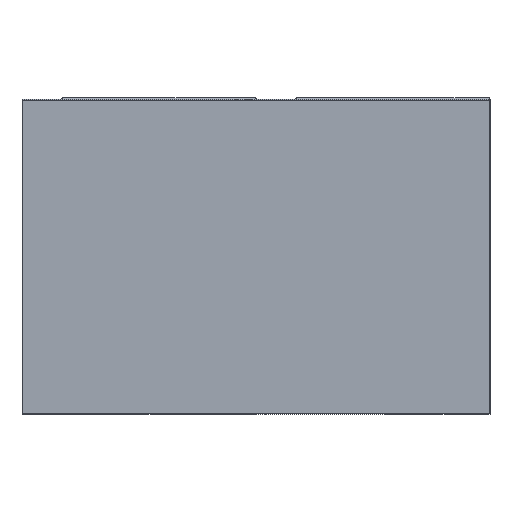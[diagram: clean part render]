
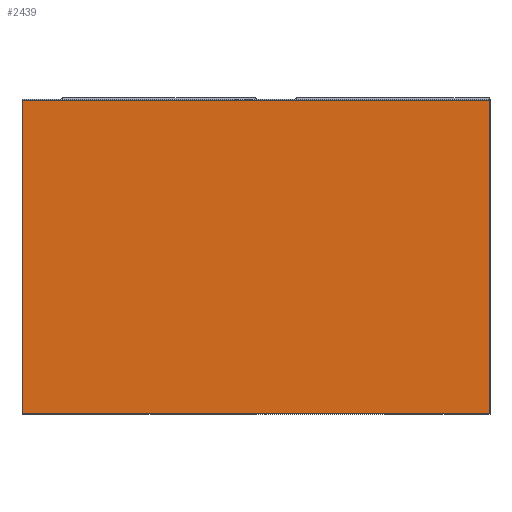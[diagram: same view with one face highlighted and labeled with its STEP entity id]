
A CAD part, left-side view. The second image highlights one B-rep face of the part: STEP entity #2439.
In plain terms, the highlighted planar face has unit normal (-1, 0, 0).
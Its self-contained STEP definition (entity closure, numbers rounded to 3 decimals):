
#197 = VECTOR ( 'NONE', #4213, 1000. ) ;
#269 = CARTESIAN_POINT ( 'NONE',  ( -245., 530., -180. ) ) ;
#366 = EDGE_CURVE ( 'NONE', #909, #576, #3423, .T. ) ;
#450 = LINE ( 'NONE', #1043, #4469 ) ;
#469 = VERTEX_POINT ( 'NONE', #3323 ) ;
#576 = VERTEX_POINT ( 'NONE', #3762 ) ;
#738 = CARTESIAN_POINT ( 'NONE',  ( -245., 1., 175.586 ) ) ;
#909 = VERTEX_POINT ( 'NONE', #738 ) ;
#1043 = CARTESIAN_POINT ( 'NONE',  ( -245., 529., -180. ) ) ;
#1284 = ORIENTED_EDGE ( 'NONE', *, *, #366, .T. ) ;
#1375 = EDGE_LOOP ( 'NONE', ( #3097, #3830, #2204, #1284 ) ) ;
#1390 = FACE_OUTER_BOUND ( 'NONE', #1375, .T. ) ;
#1799 = PLANE ( 'NONE',  #3745 ) ;
#1973 = LINE ( 'NONE', #2371, #197 ) ;
#2164 = DIRECTION ( 'NONE',  ( 0., -1., 0. ) ) ;
#2204 = ORIENTED_EDGE ( 'NONE', *, *, #3162, .T. ) ;
#2256 = LINE ( 'NONE', #2929, #3320 ) ;
#2371 = CARTESIAN_POINT ( 'NONE',  ( -245., 1., -180. ) ) ;
#2439 = ADVANCED_FACE ( 'NONE', ( #1390 ), #1799, .T. ) ;
#2660 = DIRECTION ( 'NONE',  ( 0., 0., -1. ) ) ;
#2929 = CARTESIAN_POINT ( 'NONE',  ( -245., 530., -179. ) ) ;
#3097 = ORIENTED_EDGE ( 'NONE', *, *, #4069, .T. ) ;
#3162 = EDGE_CURVE ( 'NONE', #3623, #909, #1973, .T. ) ;
#3246 = DIRECTION ( 'NONE',  ( 0., 0., 1. ) ) ;
#3272 = DIRECTION ( 'NONE',  ( -1., 0., 0. ) ) ;
#3320 = VECTOR ( 'NONE', #2164, 1000. ) ;
#3323 = CARTESIAN_POINT ( 'NONE',  ( -245., 529., -179. ) ) ;
#3373 = VECTOR ( 'NONE', #4516, 1000. ) ;
#3423 = LINE ( 'NONE', #3445, #3373 ) ;
#3445 = CARTESIAN_POINT ( 'NONE',  ( -245., 530., 175.586 ) ) ;
#3623 = VERTEX_POINT ( 'NONE', #4624 ) ;
#3659 = EDGE_CURVE ( 'NONE', #469, #3623, #2256, .T. ) ;
#3745 = AXIS2_PLACEMENT_3D ( 'NONE', #269, #3272, #3246 ) ;
#3762 = CARTESIAN_POINT ( 'NONE',  ( -245., 529., 175.586 ) ) ;
#3830 = ORIENTED_EDGE ( 'NONE', *, *, #3659, .T. ) ;
#4069 = EDGE_CURVE ( 'NONE', #576, #469, #450, .T. ) ;
#4213 = DIRECTION ( 'NONE',  ( 0., 0., 1. ) ) ;
#4469 = VECTOR ( 'NONE', #2660, 1000. ) ;
#4516 = DIRECTION ( 'NONE',  ( 0., 1., 0. ) ) ;
#4624 = CARTESIAN_POINT ( 'NONE',  ( -245., 1., -179. ) ) ;
